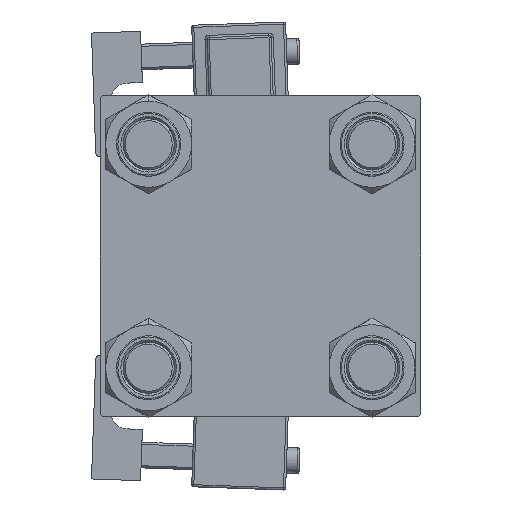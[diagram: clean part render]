
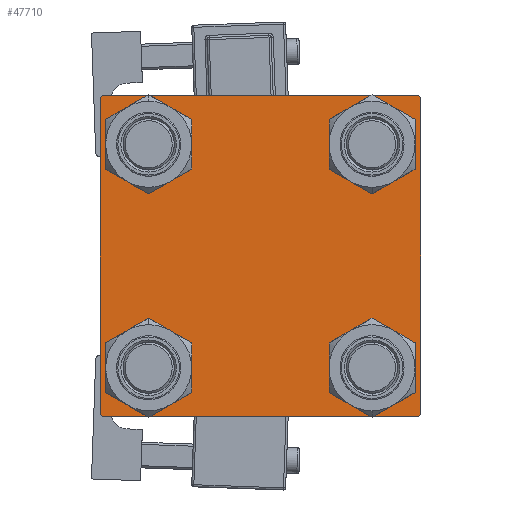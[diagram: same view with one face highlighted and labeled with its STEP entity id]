
A CAD part, left-side view. The second image highlights one B-rep face of the part: STEP entity #47710.
In plain terms, the highlighted planar face has unit normal (-1, 0, 0).
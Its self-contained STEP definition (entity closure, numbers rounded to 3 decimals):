
#70 = DIRECTION ( 'NONE',  ( -1., 0., 0. ) ) ;
#88 = VERTEX_POINT ( 'NONE', #693 ) ;
#406 = CIRCLE ( 'NONE', #18775, 6.5 ) ;
#693 = CARTESIAN_POINT ( 'NONE',  ( 0., 37., -37.5 ) ) ;
#772 = ORIENTED_EDGE ( 'NONE', *, *, #32284, .T. ) ;
#893 = VERTEX_POINT ( 'NONE', #38033 ) ;
#1068 = DIRECTION ( 'NONE',  ( 1., 0., 0. ) ) ;
#1214 = EDGE_CURVE ( 'NONE', #7950, #22579, #406, .T. ) ;
#1333 = DIRECTION ( 'NONE',  ( 0., 0., 1. ) ) ;
#1365 = EDGE_LOOP ( 'NONE', ( #4082, #27601 ) ) ;
#1448 = DIRECTION ( 'NONE',  ( 1., 0., 0. ) ) ;
#2821 = CARTESIAN_POINT ( 'NONE',  ( 0., -26.15, 26.15 ) ) ;
#2923 = CARTESIAN_POINT ( 'NONE',  ( 0., 37.5, 37.5 ) ) ;
#3013 = CARTESIAN_POINT ( 'NONE',  ( 0., -26.15, -19.65 ) ) ;
#3052 = VERTEX_POINT ( 'NONE', #8049 ) ;
#3053 = VERTEX_POINT ( 'NONE', #20652 ) ;
#3848 = LINE ( 'NONE', #37005, #4428 ) ;
#4082 = ORIENTED_EDGE ( 'NONE', *, *, #6907, .T. ) ;
#4428 = VECTOR ( 'NONE', #24667, 1000. ) ;
#4617 = AXIS2_PLACEMENT_3D ( 'NONE', #13111, #16699, #29848 ) ;
#4744 = VERTEX_POINT ( 'NONE', #7056 ) ;
#5048 = CARTESIAN_POINT ( 'NONE',  ( 0., -37.25, 37.25 ) ) ;
#5274 = LINE ( 'NONE', #30467, #17265 ) ;
#5827 = CARTESIAN_POINT ( 'NONE',  ( 0., 26.15, -26.15 ) ) ;
#6907 = EDGE_CURVE ( 'NONE', #4744, #16941, #10985, .T. ) ;
#7026 = CARTESIAN_POINT ( 'NONE',  ( 0., 37.25, 37.25 ) ) ;
#7056 = CARTESIAN_POINT ( 'NONE',  ( 0., -26.15, 32.65 ) ) ;
#7320 = VERTEX_POINT ( 'NONE', #3013 ) ;
#7508 = CARTESIAN_POINT ( 'NONE',  ( 0., 26.15, 19.65 ) ) ;
#7950 = VERTEX_POINT ( 'NONE', #26466 ) ;
#8049 = CARTESIAN_POINT ( 'NONE',  ( 0., 37., 37.5 ) ) ;
#8536 = FACE_BOUND ( 'NONE', #40881, .T. ) ;
#8658 = ORIENTED_EDGE ( 'NONE', *, *, #33503, .T. ) ;
#9349 = EDGE_CURVE ( 'NONE', #7320, #36388, #38230, .T. ) ;
#9802 = VECTOR ( 'NONE', #23743, 1000. ) ;
#10425 = AXIS2_PLACEMENT_3D ( 'NONE', #49410, #70, #54064 ) ;
#10985 = CIRCLE ( 'NONE', #35536, 6.5 ) ;
#11049 = EDGE_CURVE ( 'NONE', #22579, #7950, #13778, .T. ) ;
#11336 = CIRCLE ( 'NONE', #27112, 6.5 ) ;
#12104 = PLANE ( 'NONE',  #10425 ) ;
#12257 = VECTOR ( 'NONE', #41785, 1000. ) ;
#12476 = DIRECTION ( 'NONE',  ( 1., 0., 0. ) ) ;
#13009 = CARTESIAN_POINT ( 'NONE',  ( 0., 26.15, 26.15 ) ) ;
#13111 = CARTESIAN_POINT ( 'NONE',  ( 0., -26.15, 26.15 ) ) ;
#13778 = CIRCLE ( 'NONE', #27815, 6.5 ) ;
#15708 = CIRCLE ( 'NONE', #38492, 6.5 ) ;
#15773 = DIRECTION ( 'NONE',  ( 0., -1., 0. ) ) ;
#16699 = DIRECTION ( 'NONE',  ( 1., 0., 0. ) ) ;
#16760 = FACE_BOUND ( 'NONE', #41966, .T. ) ;
#16941 = VERTEX_POINT ( 'NONE', #42285 ) ;
#17187 = AXIS2_PLACEMENT_3D ( 'NONE', #47108, #1068, #1333 ) ;
#17265 = VECTOR ( 'NONE', #43103, 1000. ) ;
#17632 = CARTESIAN_POINT ( 'NONE',  ( 0., 26.15, -19.65 ) ) ;
#18129 = DIRECTION ( 'NONE',  ( 0., 0., 1. ) ) ;
#18438 = DIRECTION ( 'NONE',  ( 0., 0., 1. ) ) ;
#18574 = VERTEX_POINT ( 'NONE', #35827 ) ;
#18775 = AXIS2_PLACEMENT_3D ( 'NONE', #5827, #1448, #18129 ) ;
#18999 = DIRECTION ( 'NONE',  ( 0., 0., 1. ) ) ;
#19005 = DIRECTION ( 'NONE',  ( 0., 0., 1. ) ) ;
#19035 = LINE ( 'NONE', #31666, #23474 ) ;
#19300 = VERTEX_POINT ( 'NONE', #30701 ) ;
#19590 = LINE ( 'NONE', #53586, #20071 ) ;
#20071 = VECTOR ( 'NONE', #20131, 1000. ) ;
#20131 = DIRECTION ( 'NONE',  ( 0., -1., 0. ) ) ;
#20350 = FACE_BOUND ( 'NONE', #49761, .T. ) ;
#20652 = CARTESIAN_POINT ( 'NONE',  ( 0., 37.5, 37. ) ) ;
#21305 = EDGE_CURVE ( 'NONE', #36388, #7320, #26681, .T. ) ;
#21921 = ORIENTED_EDGE ( 'NONE', *, *, #44197, .F. ) ;
#22003 = ORIENTED_EDGE ( 'NONE', *, *, #37693, .T. ) ;
#22579 = VERTEX_POINT ( 'NONE', #17632 ) ;
#22639 = ORIENTED_EDGE ( 'NONE', *, *, #9349, .T. ) ;
#22668 = LINE ( 'NONE', #34738, #35889 ) ;
#23239 = ORIENTED_EDGE ( 'NONE', *, *, #51356, .T. ) ;
#23474 = VECTOR ( 'NONE', #30842, 1000. ) ;
#23742 = LINE ( 'NONE', #2923, #45355 ) ;
#23743 = DIRECTION ( 'NONE',  ( 0., 0.707, -0.707 ) ) ;
#24667 = DIRECTION ( 'NONE',  ( 0., -0.707, -0.707 ) ) ;
#25024 = VERTEX_POINT ( 'NONE', #37433 ) ;
#25438 = VERTEX_POINT ( 'NONE', #26097 ) ;
#26097 = CARTESIAN_POINT ( 'NONE',  ( 0., -37.5, -37. ) ) ;
#26141 = ORIENTED_EDGE ( 'NONE', *, *, #53399, .T. ) ;
#26466 = CARTESIAN_POINT ( 'NONE',  ( 0., 26.15, -32.65 ) ) ;
#26681 = CIRCLE ( 'NONE', #49551, 6.5 ) ;
#27112 = AXIS2_PLACEMENT_3D ( 'NONE', #13009, #12476, #29751 ) ;
#27316 = EDGE_CURVE ( 'NONE', #19300, #25438, #5274, .T. ) ;
#27329 = DIRECTION ( 'NONE',  ( 0., 0., -1. ) ) ;
#27601 = ORIENTED_EDGE ( 'NONE', *, *, #42204, .T. ) ;
#27815 = AXIS2_PLACEMENT_3D ( 'NONE', #36536, #44512, #19005 ) ;
#28219 = CARTESIAN_POINT ( 'NONE',  ( 0., -37., 37.5 ) ) ;
#28645 = ORIENTED_EDGE ( 'NONE', *, *, #27316, .F. ) ;
#29602 = CARTESIAN_POINT ( 'NONE',  ( 0., -26.15, -32.65 ) ) ;
#29751 = DIRECTION ( 'NONE',  ( 0., 0., 1. ) ) ;
#29848 = DIRECTION ( 'NONE',  ( 0., 0., 1. ) ) ;
#30467 = CARTESIAN_POINT ( 'NONE',  ( 0., -37.5, 37.5 ) ) ;
#30701 = CARTESIAN_POINT ( 'NONE',  ( 0., -37.5, 37. ) ) ;
#30842 = DIRECTION ( 'NONE',  ( 0., -0.707, 0.707 ) ) ;
#31026 = ORIENTED_EDGE ( 'NONE', *, *, #11049, .T. ) ;
#31666 = CARTESIAN_POINT ( 'NONE',  ( 0., -37.25, -37.25 ) ) ;
#32003 = EDGE_CURVE ( 'NONE', #3053, #893, #22668, .T. ) ;
#32284 = EDGE_CURVE ( 'NONE', #32566, #25024, #11336, .T. ) ;
#32566 = VERTEX_POINT ( 'NONE', #7508 ) ;
#33503 = EDGE_CURVE ( 'NONE', #88, #18574, #19590, .T. ) ;
#34636 = LINE ( 'NONE', #5048, #12257 ) ;
#34738 = CARTESIAN_POINT ( 'NONE',  ( 0., 37.5, 37.5 ) ) ;
#35536 = AXIS2_PLACEMENT_3D ( 'NONE', #2821, #44209, #35978 ) ;
#35827 = CARTESIAN_POINT ( 'NONE',  ( 0., -37., -37.5 ) ) ;
#35889 = VECTOR ( 'NONE', #27329, 1000. ) ;
#35978 = DIRECTION ( 'NONE',  ( 0., 0., 1. ) ) ;
#36388 = VERTEX_POINT ( 'NONE', #29602 ) ;
#36536 = CARTESIAN_POINT ( 'NONE',  ( 0., 26.15, -26.15 ) ) ;
#37005 = CARTESIAN_POINT ( 'NONE',  ( 0., 37.25, -37.25 ) ) ;
#37433 = CARTESIAN_POINT ( 'NONE',  ( 0., 26.15, 32.65 ) ) ;
#37693 = EDGE_CURVE ( 'NONE', #19300, #47167, #34636, .T. ) ;
#38033 = CARTESIAN_POINT ( 'NONE',  ( 0., 37.5, -37. ) ) ;
#38230 = CIRCLE ( 'NONE', #17187, 6.5 ) ;
#38492 = AXIS2_PLACEMENT_3D ( 'NONE', #47538, #44232, #18999 ) ;
#39240 = ORIENTED_EDGE ( 'NONE', *, *, #1214, .T. ) ;
#40142 = ORIENTED_EDGE ( 'NONE', *, *, #41024, .T. ) ;
#40881 = EDGE_LOOP ( 'NONE', ( #23239, #772 ) ) ;
#41024 = EDGE_CURVE ( 'NONE', #3052, #3053, #53620, .T. ) ;
#41127 = ORIENTED_EDGE ( 'NONE', *, *, #45584, .T. ) ;
#41570 = EDGE_LOOP ( 'NONE', ( #52732, #26141, #8658, #41127, #28645, #22003, #21921, #40142 ) ) ;
#41785 = DIRECTION ( 'NONE',  ( 0., 0.707, 0.707 ) ) ;
#41966 = EDGE_LOOP ( 'NONE', ( #31026, #39240 ) ) ;
#42204 = EDGE_CURVE ( 'NONE', #16941, #4744, #42262, .T. ) ;
#42262 = CIRCLE ( 'NONE', #4617, 6.5 ) ;
#42285 = CARTESIAN_POINT ( 'NONE',  ( 0., -26.15, 19.65 ) ) ;
#43103 = DIRECTION ( 'NONE',  ( 0., 0., -1. ) ) ;
#43954 = CARTESIAN_POINT ( 'NONE',  ( 0., -26.15, -26.15 ) ) ;
#44197 = EDGE_CURVE ( 'NONE', #3052, #47167, #23742, .T. ) ;
#44209 = DIRECTION ( 'NONE',  ( 1., 0., 0. ) ) ;
#44232 = DIRECTION ( 'NONE',  ( 1., 0., 0. ) ) ;
#44487 = DIRECTION ( 'NONE',  ( 1., 0., 0. ) ) ;
#44512 = DIRECTION ( 'NONE',  ( 1., 0., 0. ) ) ;
#45355 = VECTOR ( 'NONE', #15773, 1000. ) ;
#45584 = EDGE_CURVE ( 'NONE', #18574, #25438, #19035, .T. ) ;
#46945 = ORIENTED_EDGE ( 'NONE', *, *, #21305, .T. ) ;
#47108 = CARTESIAN_POINT ( 'NONE',  ( 0., -26.15, -26.15 ) ) ;
#47167 = VERTEX_POINT ( 'NONE', #28219 ) ;
#47538 = CARTESIAN_POINT ( 'NONE',  ( 0., 26.15, 26.15 ) ) ;
#47710 = ADVANCED_FACE ( 'NONE', ( #53792, #20350, #16760, #8536, #49684 ), #12104, .T. ) ;
#49410 = CARTESIAN_POINT ( 'NONE',  ( 0., 0., 0. ) ) ;
#49551 = AXIS2_PLACEMENT_3D ( 'NONE', #43954, #44487, #18438 ) ;
#49684 = FACE_OUTER_BOUND ( 'NONE', #41570, .T. ) ;
#49761 = EDGE_LOOP ( 'NONE', ( #22639, #46945 ) ) ;
#51356 = EDGE_CURVE ( 'NONE', #25024, #32566, #15708, .T. ) ;
#52732 = ORIENTED_EDGE ( 'NONE', *, *, #32003, .T. ) ;
#53399 = EDGE_CURVE ( 'NONE', #893, #88, #3848, .T. ) ;
#53586 = CARTESIAN_POINT ( 'NONE',  ( 0., 37.5, -37.5 ) ) ;
#53620 = LINE ( 'NONE', #7026, #9802 ) ;
#53792 = FACE_BOUND ( 'NONE', #1365, .T. ) ;
#54064 = DIRECTION ( 'NONE',  ( 0., 0., 1. ) ) ;
